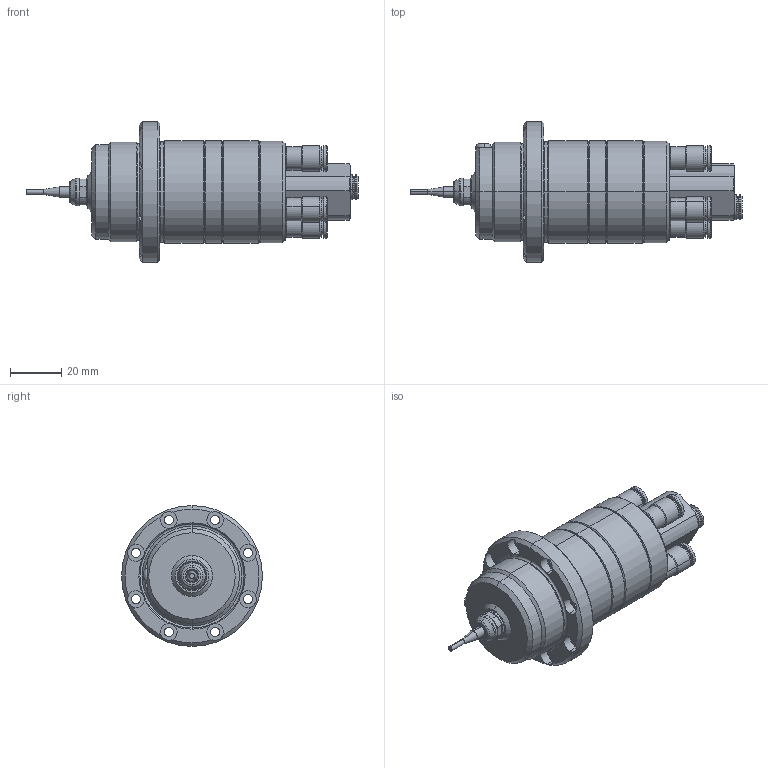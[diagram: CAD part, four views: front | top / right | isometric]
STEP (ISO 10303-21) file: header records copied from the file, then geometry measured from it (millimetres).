
FILE_DESCRIPTION (( 'STEP AP203' ), '1' );
FILE_NAME ('Xpeed1600-外観図.STEP', '2012-10-02T04:58:11', ( ' ' ), ( ' ' ), 'SwSTEP 2.0', 'SolidWorks 2011', '' );
FILE_SCHEMA (( 'CONFIG_CONTROL_DESIGN' ));
Length unit declared in the file: millimetre
Products named in the file (17): Xpeed1600-外観図; 六角穴付ﾎﾞﾀﾝﾎﾞﾙﾄ-DR331013005（M3×5L); 継手-D0804920450（KQ2S04-M5-X2); 継手-D0804920650（KQ2S06-M5-X2); ｷｬｯﾌﾟ-20000271-外観; 卦妒薨-20000474-奜娤; 配管ﾌﾗﾝｼﾞ組付-10000308-外観; 矫葳绞卟踢-20001063-奜娤; 配管ﾌﾗﾝｼﾞ-20000473-外観; 抜晅媒氖薨-K740130-奜娤; 慜懁妒薨-20000472-奜娤; ﾁｬｯｸﾅｯﾄ-20001045-外観; ﾁｬｯｸ-K097163B001-外観; 屻辉慻晅-10000217-奜娤; 拞娫辉慻晅-10000309-奜娤; 前側ｻﾔ組付け-10000210-外観; ｽﾋﾟﾝﾄﾞﾙ- 20000328000-1-外観図
Assembly tree (18 placements, depth 3):
  Xpeed1600-外観図
    継手-D0804920450（KQ2S04-M5-X2)  x2
    継手-D0804920650（KQ2S06-M5-X2)  x2
    配管ﾌﾗﾝｼﾞ組付-10000308-外観
      配管ﾌﾗﾝｼﾞ-20000473-外観
      矫葳绞卟踢-20001063-奜娤
    ｷｬｯﾌﾟ-20000271-外観
    卦妒薨-20000474-奜娤
    慜懁妒薨-20000472-奜娤
    ｽﾋﾟﾝﾄﾞﾙ- 20000328000-1-外観図
    抜晅媒氖薨-K740130-奜娤
    ﾁｬｯｸﾅｯﾄ-20001045-外観
    ﾁｬｯｸ-K097163B001-外観
    屻辉慻晅-10000217-奜娤
    拞娫辉慻晅-10000309-奜娤
    前側ｻﾔ組付け-10000210-外観
    六角穴付ﾎﾞﾀﾝﾎﾞﾙﾄ-DR331013005（M3×5L)
Bounding box: 129.65 x 55 x 55 mm (x, y, z)
Volume: 104033.3 mm3; surface area: 44637 mm2
Topology: 17 solids, 17 shells, 838 faces, 2008 edges, 1232 vertices
Faces by surface type: cylinder 333, cone 271, plane 208, torus 26
Entity records: 25067 total; most frequent: CARTESIAN_POINT 5171, DIRECTION 4034, ORIENTED_EDGE 3624, EDGE_CURVE 1812, AXIS2_PLACEMENT_3D 1659, VERTEX_POINT 1132, CIRCLE 883, EDGE_LOOP 862
